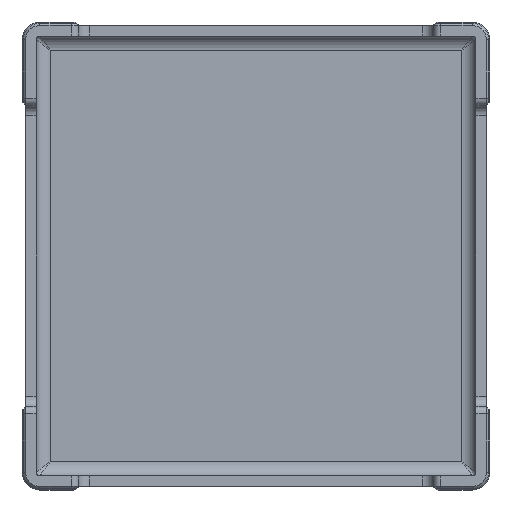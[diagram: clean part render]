
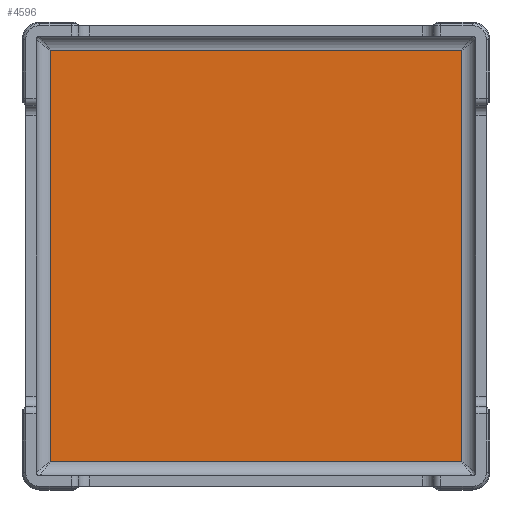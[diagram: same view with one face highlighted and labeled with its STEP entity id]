
A CAD part, front view. The second image highlights one B-rep face of the part: STEP entity #4596.
In plain terms, the highlighted planar face has unit normal (0, -1, 0).
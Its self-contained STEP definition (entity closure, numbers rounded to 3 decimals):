
#80 = LINE ( 'NONE', #2340, #664 ) ;
#122 = ORIENTED_EDGE ( 'NONE', *, *, #2500, .T. ) ;
#248 = EDGE_CURVE ( 'NONE', #2232, #4109, #3545, .T. ) ;
#664 = VECTOR ( 'NONE', #1086, 1000. ) ;
#791 = DIRECTION ( 'NONE',  ( -1., 0., 0. ) ) ;
#1086 = DIRECTION ( 'NONE',  ( 1., 0., 0. ) ) ;
#1108 = LINE ( 'NONE', #2421, #2844 ) ;
#1557 = LINE ( 'NONE', #2890, #2771 ) ;
#1805 = ORIENTED_EDGE ( 'NONE', *, *, #248, .T. ) ;
#1853 = EDGE_CURVE ( 'NONE', #4109, #1981, #80, .T. ) ;
#1981 = VERTEX_POINT ( 'NONE', #2322 ) ;
#2232 = VERTEX_POINT ( 'NONE', #5053 ) ;
#2322 = CARTESIAN_POINT ( 'NONE',  ( 58., 172., -58. ) ) ;
#2340 = CARTESIAN_POINT ( 'NONE',  ( 0., 172., -58. ) ) ;
#2396 = EDGE_LOOP ( 'NONE', ( #2669, #1805, #5221, #122 ) ) ;
#2421 = CARTESIAN_POINT ( 'NONE',  ( -61., 172., 58. ) ) ;
#2500 = EDGE_CURVE ( 'NONE', #1981, #4466, #1557, .T. ) ;
#2524 = DIRECTION ( 'NONE',  ( 0., 0., -1. ) ) ;
#2669 = ORIENTED_EDGE ( 'NONE', *, *, #4011, .T. ) ;
#2760 = DIRECTION ( 'NONE',  ( 0., -1., 0. ) ) ;
#2771 = VECTOR ( 'NONE', #5342, 1000. ) ;
#2809 = AXIS2_PLACEMENT_3D ( 'NONE', #3016, #2760, #2524 ) ;
#2844 = VECTOR ( 'NONE', #791, 1000. ) ;
#2890 = CARTESIAN_POINT ( 'NONE',  ( 58., 172., 61. ) ) ;
#3016 = CARTESIAN_POINT ( 'NONE',  ( 0., 172., 0. ) ) ;
#3113 = DIRECTION ( 'NONE',  ( 0., 0., -1. ) ) ;
#3150 = VECTOR ( 'NONE', #3113, 1000. ) ;
#3345 = CARTESIAN_POINT ( 'NONE',  ( -58., 172., -58. ) ) ;
#3545 = LINE ( 'NONE', #3864, #3150 ) ;
#3864 = CARTESIAN_POINT ( 'NONE',  ( -58., 172., 0. ) ) ;
#4011 = EDGE_CURVE ( 'NONE', #4466, #2232, #1108, .T. ) ;
#4109 = VERTEX_POINT ( 'NONE', #3345 ) ;
#4216 = FACE_OUTER_BOUND ( 'NONE', #2396, .T. ) ;
#4438 = CARTESIAN_POINT ( 'NONE',  ( 58., 172., 58. ) ) ;
#4466 = VERTEX_POINT ( 'NONE', #4438 ) ;
#4596 = ADVANCED_FACE ( 'NONE', ( #4216 ), #5352, .T. ) ;
#5053 = CARTESIAN_POINT ( 'NONE',  ( -58., 172., 58. ) ) ;
#5221 = ORIENTED_EDGE ( 'NONE', *, *, #1853, .T. ) ;
#5342 = DIRECTION ( 'NONE',  ( 0., 0., 1. ) ) ;
#5352 = PLANE ( 'NONE',  #2809 ) ;
